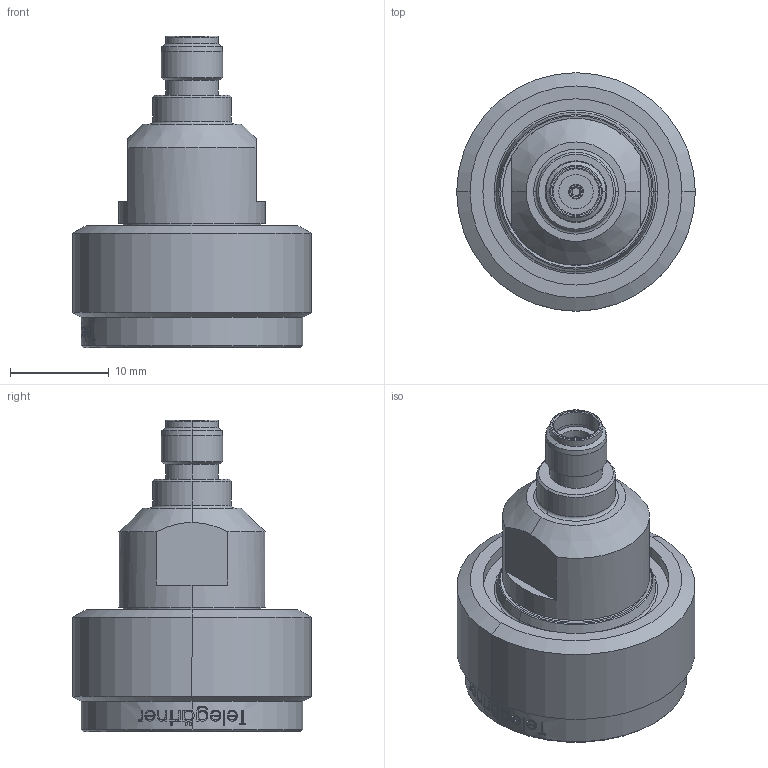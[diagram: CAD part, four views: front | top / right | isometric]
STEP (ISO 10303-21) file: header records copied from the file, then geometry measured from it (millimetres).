
FILE_DESCRIPTION (( 'STEP AP214' ), '1' );
FILE_NAME ('J01443A0010.STEP', '2019-11-28T12:17:53', ( '' ), ( '' ), 'SwSTEP 2.0', 'SolidWorks 2018', '' );
FILE_SCHEMA (( 'AUTOMOTIVE_DESIGN' ));
Length unit declared in the file: millimetre
Products named in the file (1): J01443A0010
Bounding box: 24.2 x 24.2 x 31.63 mm (x, y, z)
Volume: 6414.5 mm3; surface area: 3092.4 mm2
Topology: 1 solids, 1 shells, 298 faces, 741 edges, 478 vertices
Faces by surface type: plane 89, bspline 83, cylinder 64, cone 44, torus 18
Entity records: 18611 total; most frequent: CARTESIAN_POINT 8937, ORIENTED_EDGE 1482, DIRECTION 1072, EDGE_CURVE 741, VERTEX_POINT 478, AXIS2_PLACEMENT_3D 428, EDGE_LOOP 331, B_SPLINE_CURVE_WITH_KNOTS 299
